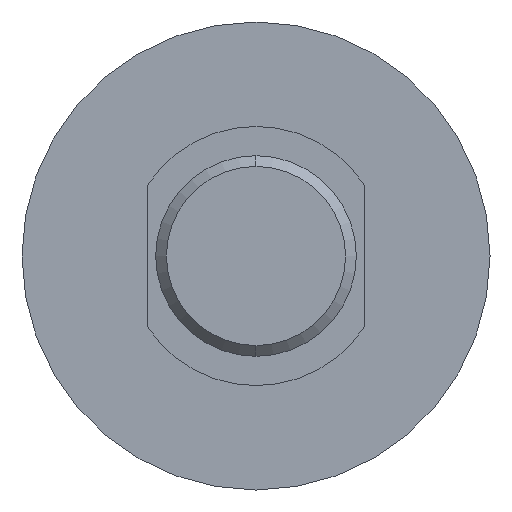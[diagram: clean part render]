
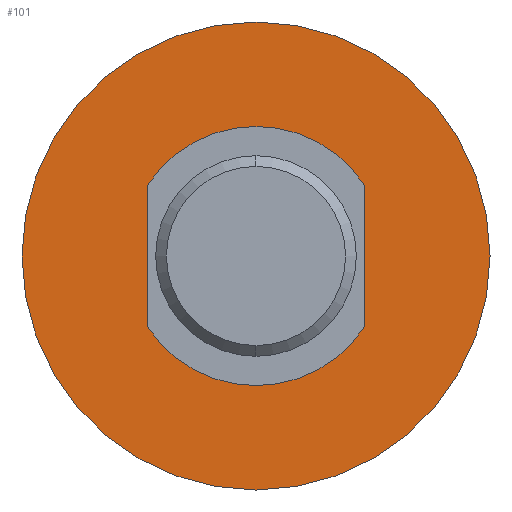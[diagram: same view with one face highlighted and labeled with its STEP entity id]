
A CAD part, left-side view. The second image highlights one B-rep face of the part: STEP entity #101.
In plain terms, the highlighted planar face has unit normal (-1, 0, 0).
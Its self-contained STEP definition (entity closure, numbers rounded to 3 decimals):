
#40=FACE_BOUND('',#221,.T.);
#41=FACE_BOUND('',#222,.T.);
#51=PLANE('',#1008);
#101=ADVANCED_FACE('',(#40,#41),#51,.T.);
#221=EDGE_LOOP('',(#348,#349));
#222=EDGE_LOOP('',(#350,#351,#352,#353,#354,#355));
#275=CIRCLE('',#986,22.225);
#277=CIRCLE('',#989,12.303);
#280=CIRCLE('',#993,12.303);
#281=CIRCLE('',#995,12.303);
#284=CIRCLE('',#1000,12.303);
#288=CIRCLE('',#1007,22.225);
#348=ORIENTED_EDGE('',*,*,#686,.T.);
#349=ORIENTED_EDGE('',*,*,#660,.T.);
#350=ORIENTED_EDGE('',*,*,#680,.F.);
#351=ORIENTED_EDGE('',*,*,#664,.F.);
#352=ORIENTED_EDGE('',*,*,#678,.F.);
#353=ORIENTED_EDGE('',*,*,#675,.F.);
#354=ORIENTED_EDGE('',*,*,#671,.F.);
#355=ORIENTED_EDGE('',*,*,#670,.F.);
#572=VERTEX_POINT('',#1367);
#574=VERTEX_POINT('',#1370);
#576=VERTEX_POINT('',#1376);
#578=VERTEX_POINT('',#1379);
#581=VERTEX_POINT('',#1386);
#583=VERTEX_POINT('',#1390);
#584=VERTEX_POINT('',#1394);
#587=VERTEX_POINT('',#1402);
#660=EDGE_CURVE('',#574,#572,#275,.T.);
#664=EDGE_CURVE('',#576,#578,#277,.T.);
#670=EDGE_CURVE('',#583,#581,#280,.T.);
#671=EDGE_CURVE('',#581,#584,#281,.T.);
#675=EDGE_CURVE('',#584,#587,#790,.T.);
#678=EDGE_CURVE('',#587,#576,#284,.T.);
#680=EDGE_CURVE('',#578,#583,#793,.T.);
#686=EDGE_CURVE('',#572,#574,#288,.T.);
#790=LINE('',#1401,#890);
#793=LINE('',#1409,#893);
#890=VECTOR('',#1124,1.);
#893=VECTOR('',#1135,1.);
#986=AXIS2_PLACEMENT_3D('',#1369,#1093,#1094);
#989=AXIS2_PLACEMENT_3D('',#1378,#1101,#1102);
#993=AXIS2_PLACEMENT_3D('',#1391,#1112,#1113);
#995=AXIS2_PLACEMENT_3D('',#1393,#1116,#1117);
#1000=AXIS2_PLACEMENT_3D('',#1406,#1130,#1131);
#1007=AXIS2_PLACEMENT_3D('',#1421,#1148,#1149);
#1008=AXIS2_PLACEMENT_3D('',#1422,#1150,#1151);
#1093=DIRECTION('',(-1.,0.,0.));
#1094=DIRECTION('',(0.,0.,-1.));
#1101=DIRECTION('',(-1.,0.,0.));
#1102=DIRECTION('',(0.,0.,-1.));
#1112=DIRECTION('',(-1.,0.,0.));
#1113=DIRECTION('',(0.,0.,-1.));
#1116=DIRECTION('',(-1.,0.,0.));
#1117=DIRECTION('',(0.,0.,-1.));
#1124=DIRECTION('',(0.,0.,1.));
#1130=DIRECTION('',(-1.,0.,0.));
#1131=DIRECTION('',(0.,0.,-1.));
#1135=DIRECTION('',(0.,0.,-1.));
#1148=DIRECTION('',(-1.,0.,0.));
#1149=DIRECTION('',(0.,0.,-1.));
#1150=DIRECTION('',(-1.,0.,0.));
#1151=DIRECTION('',(0.,1.,0.));
#1367=CARTESIAN_POINT('',(36.513,0.,-22.225));
#1369=CARTESIAN_POINT('',(36.513,0.,0.));
#1370=CARTESIAN_POINT('',(36.513,0.,22.225));
#1376=CARTESIAN_POINT('',(36.512,0.,12.303));
#1378=CARTESIAN_POINT('',(36.512,0.,0.));
#1379=CARTESIAN_POINT('',(36.513,10.319,6.7));
#1386=CARTESIAN_POINT('',(36.512,0.,-12.303));
#1390=CARTESIAN_POINT('',(36.513,10.319,-6.7));
#1391=CARTESIAN_POINT('',(36.512,0.,0.));
#1393=CARTESIAN_POINT('',(36.512,0.,0.));
#1394=CARTESIAN_POINT('',(36.513,-10.319,-6.7));
#1401=CARTESIAN_POINT('',(36.513,-10.319,-6.7));
#1402=CARTESIAN_POINT('',(36.513,-10.319,6.7));
#1406=CARTESIAN_POINT('',(36.512,0.,0.));
#1409=CARTESIAN_POINT('',(36.513,10.319,6.7));
#1421=CARTESIAN_POINT('',(36.513,0.,0.));
#1422=CARTESIAN_POINT('',(36.513,0.,-17.264));
